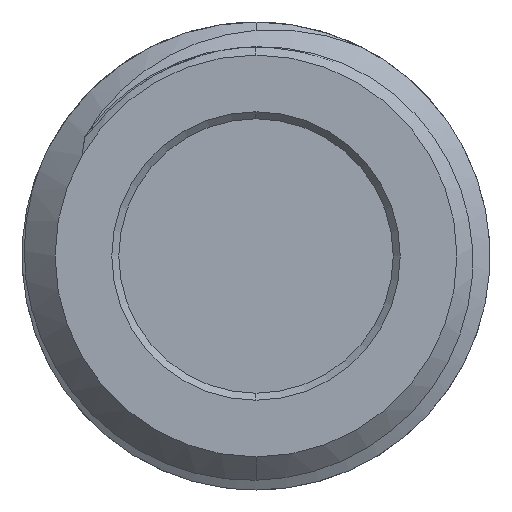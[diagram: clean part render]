
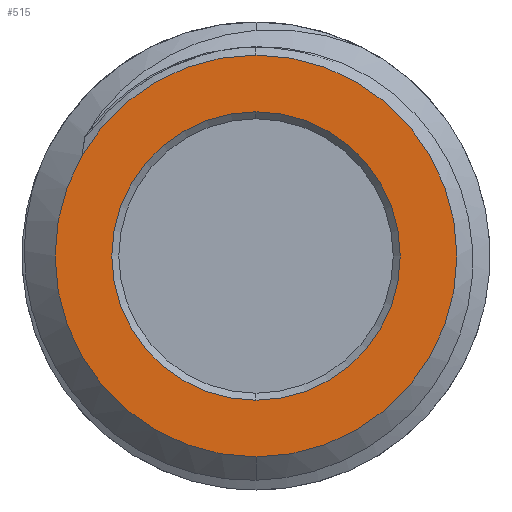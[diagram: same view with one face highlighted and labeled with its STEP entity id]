
A CAD part, left-side view. The second image highlights one B-rep face of the part: STEP entity #515.
In plain terms, the highlighted planar face has unit normal (-1, 0, 0).
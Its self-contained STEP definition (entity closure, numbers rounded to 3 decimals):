
#97 = DIRECTION ( 'NONE',  ( -1., 0., 0. ) ) ;
#149 = CARTESIAN_POINT ( 'NONE',  ( -8.311, 0., 0. ) ) ;
#150 = VERTEX_POINT ( 'NONE', #512 ) ;
#273 = CIRCLE ( 'NONE', #1915, 4.25 ) ;
#349 = DIRECTION ( 'NONE',  ( 0., 0., 1. ) ) ;
#361 = AXIS2_PLACEMENT_3D ( 'NONE', #2817, #1365, #3069 ) ;
#380 = AXIS2_PLACEMENT_3D ( 'NONE', #1130, #617, #2101 ) ;
#406 = DIRECTION ( 'NONE',  ( 0., 0., -1. ) ) ;
#408 = VERTEX_POINT ( 'NONE', #555 ) ;
#512 = CARTESIAN_POINT ( 'NONE',  ( -8.311, 0., -4.25 ) ) ;
#515 = ADVANCED_FACE ( 'NONE', ( #2194, #1125 ), #2794, .T. ) ;
#555 = CARTESIAN_POINT ( 'NONE',  ( -8.311, 0., -3.05 ) ) ;
#617 = DIRECTION ( 'NONE',  ( 1., 0., 0. ) ) ;
#710 = EDGE_CURVE ( 'NONE', #408, #1225, #2385, .T. ) ;
#801 = DIRECTION ( 'NONE',  ( 0., 0., -1. ) ) ;
#823 = CARTESIAN_POINT ( 'NONE',  ( -8.311, 0., 3.05 ) ) ;
#966 = VERTEX_POINT ( 'NONE', #2708 ) ;
#1125 = FACE_OUTER_BOUND ( 'NONE', #2105, .T. ) ;
#1130 = CARTESIAN_POINT ( 'NONE',  ( -8.311, 0., 0. ) ) ;
#1225 = VERTEX_POINT ( 'NONE', #823 ) ;
#1330 = DIRECTION ( 'NONE',  ( 1., 0., 0. ) ) ;
#1337 = EDGE_CURVE ( 'NONE', #1225, #408, #3161, .T. ) ;
#1342 = AXIS2_PLACEMENT_3D ( 'NONE', #149, #1884, #406 ) ;
#1365 = DIRECTION ( 'NONE',  ( 1., 0., 0. ) ) ;
#1435 = ORIENTED_EDGE ( 'NONE', *, *, #2762, .F. ) ;
#1647 = ORIENTED_EDGE ( 'NONE', *, *, #1337, .T. ) ;
#1665 = ORIENTED_EDGE ( 'NONE', *, *, #710, .T. ) ;
#1844 = CARTESIAN_POINT ( 'NONE',  ( -8.311, 0., 0. ) ) ;
#1874 = AXIS2_PLACEMENT_3D ( 'NONE', #1844, #97, #349 ) ;
#1884 = DIRECTION ( 'NONE',  ( 1., 0., 0. ) ) ;
#1915 = AXIS2_PLACEMENT_3D ( 'NONE', #2054, #1330, #801 ) ;
#2054 = CARTESIAN_POINT ( 'NONE',  ( -8.311, 0., 0. ) ) ;
#2101 = DIRECTION ( 'NONE',  ( 0., 0., -1. ) ) ;
#2105 = EDGE_LOOP ( 'NONE', ( #1435, #2313 ) ) ;
#2194 = FACE_BOUND ( 'NONE', #2919, .T. ) ;
#2283 = CIRCLE ( 'NONE', #361, 4.25 ) ;
#2313 = ORIENTED_EDGE ( 'NONE', *, *, #2337, .F. ) ;
#2337 = EDGE_CURVE ( 'NONE', #966, #150, #2283, .T. ) ;
#2385 = CIRCLE ( 'NONE', #1342, 3.05 ) ;
#2708 = CARTESIAN_POINT ( 'NONE',  ( -8.311, 0., 4.25 ) ) ;
#2762 = EDGE_CURVE ( 'NONE', #150, #966, #273, .T. ) ;
#2794 = PLANE ( 'NONE',  #1874 ) ;
#2817 = CARTESIAN_POINT ( 'NONE',  ( -8.311, 0., 0. ) ) ;
#2919 = EDGE_LOOP ( 'NONE', ( #1647, #1665 ) ) ;
#3069 = DIRECTION ( 'NONE',  ( 0., 0., -1. ) ) ;
#3161 = CIRCLE ( 'NONE', #380, 3.05 ) ;
